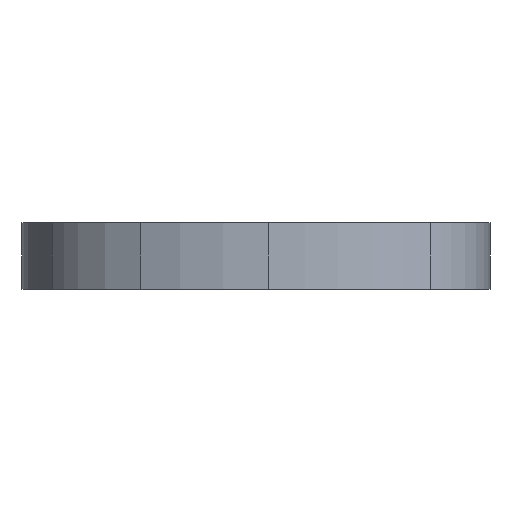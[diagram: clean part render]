
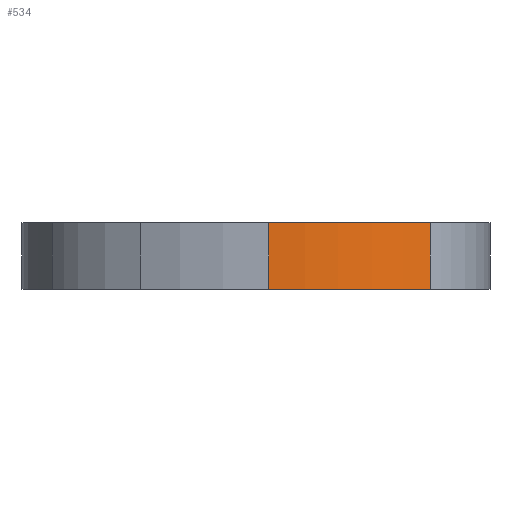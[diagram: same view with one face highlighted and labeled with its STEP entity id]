
A CAD part, front view. The second image highlights one B-rep face of the part: STEP entity #534.
In plain terms, the highlighted free-form (B-spline) face has degree [3, 1] with [4, 2] control points.
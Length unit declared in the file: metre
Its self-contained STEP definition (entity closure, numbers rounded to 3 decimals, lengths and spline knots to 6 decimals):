
#32=LINE('',#761,#64);
#33=LINE('',#778,#65);
#64=VECTOR('',#593,1.);
#65=VECTOR('',#594,1.);
#118=ORIENTED_EDGE('',*,*,#279,.T.);
#119=ORIENTED_EDGE('',*,*,#278,.F.);
#120=ORIENTED_EDGE('',*,*,#280,.F.);
#121=ORIENTED_EDGE('',*,*,#281,.T.);
#278=EDGE_CURVE('',#355,#354,#32,.T.);
#279=EDGE_CURVE('',#356,#354,#408,.T.);
#280=EDGE_CURVE('',#357,#355,#409,.T.);
#281=EDGE_CURVE('',#357,#356,#33,.T.);
#354=VERTEX_POINT('',#756);
#355=VERTEX_POINT('',#760);
#356=VERTEX_POINT('',#773);
#357=VERTEX_POINT('',#777);
#408=B_SPLINE_CURVE_WITH_KNOTS('',2,(#770,#771,#772),.UNSPECIFIED.,.F.,
 .F.,(3,3),(0.,1.),.PIECEWISE_BEZIER_KNOTS.);
#409=B_SPLINE_CURVE_WITH_KNOTS('',2,(#774,#775,#776),.UNSPECIFIED.,.F.,
 .F.,(3,3),(0.,1.),.PIECEWISE_BEZIER_KNOTS.);
#450=EDGE_LOOP('',(#118,#119,#120,#121));
#480=FACE_BOUND('',#450,.T.);
#509=B_SPLINE_SURFACE_WITH_KNOTS('',3,1,((#762,#763),(#764,#765),(#766,
#767),(#768,#769)),.SURF_OF_LINEAR_EXTRUSION.,.F.,.F.,.F.,(4,4),(2,2),(0.,
1.),(0.,1.),.PIECEWISE_BEZIER_KNOTS.);
#534=ADVANCED_FACE('',(#480),#509,.F.);
#593=DIRECTION('',(0.,0.,1.));
#594=DIRECTION('',(0.,0.,1.));
#756=CARTESIAN_POINT('',(0.041751,-0.033051,0.0095));
#760=CARTESIAN_POINT('',(0.041751,-0.033051,0.0089));
#761=CARTESIAN_POINT('',(0.041751,-0.033051,0.0089));
#762=CARTESIAN_POINT('',(0.043213,-0.032643,0.0089));
#763=CARTESIAN_POINT('',(0.043213,-0.032643,0.0095));
#764=CARTESIAN_POINT('',(0.042851,-0.032915,0.0089));
#765=CARTESIAN_POINT('',(0.042851,-0.032915,0.0095));
#766=CARTESIAN_POINT('',(0.042364,-0.033051,0.0089));
#767=CARTESIAN_POINT('',(0.042364,-0.033051,0.0095));
#768=CARTESIAN_POINT('',(0.041751,-0.033051,0.0089));
#769=CARTESIAN_POINT('',(0.041751,-0.033051,0.0095));
#770=CARTESIAN_POINT('',(0.043213,-0.032643,0.0095));
#771=CARTESIAN_POINT('',(0.042671,-0.033051,0.0095));
#772=CARTESIAN_POINT('',(0.041751,-0.033051,0.0095));
#773=CARTESIAN_POINT('',(0.043213,-0.032643,0.0095));
#774=CARTESIAN_POINT('',(0.043213,-0.032643,0.0089));
#775=CARTESIAN_POINT('',(0.042671,-0.033051,0.0089));
#776=CARTESIAN_POINT('',(0.041751,-0.033051,0.0089));
#777=CARTESIAN_POINT('',(0.043213,-0.032643,0.0089));
#778=CARTESIAN_POINT('',(0.043213,-0.032643,0.0089));
